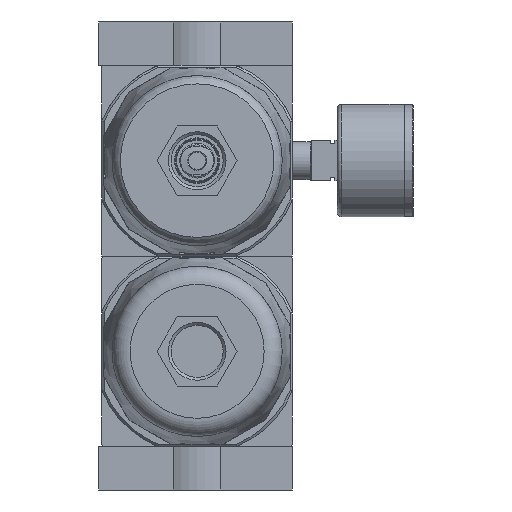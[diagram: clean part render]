
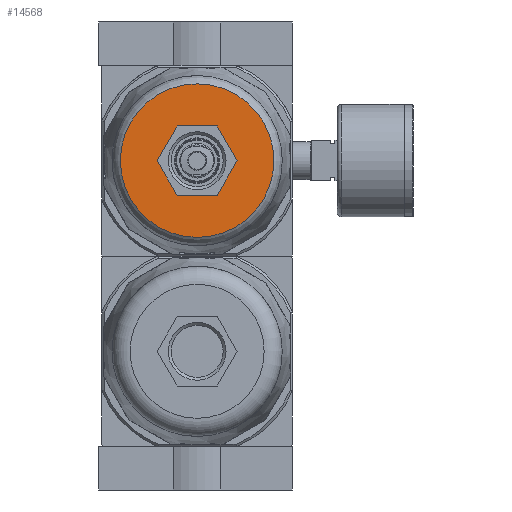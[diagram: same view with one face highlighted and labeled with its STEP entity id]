
A CAD part, front view. The second image highlights one B-rep face of the part: STEP entity #14568.
In plain terms, the highlighted planar face has unit normal (0, -1, 0).
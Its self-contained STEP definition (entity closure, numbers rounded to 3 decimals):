
#1251=CIRCLE('',#20577,26.576);
#3664=ORIENTED_EDGE('',*,*,#6681,.T.);
#3665=ORIENTED_EDGE('',*,*,#6830,.T.);
#3666=ORIENTED_EDGE('',*,*,#6845,.T.);
#3667=ORIENTED_EDGE('',*,*,#6842,.T.);
#3668=ORIENTED_EDGE('',*,*,#6839,.T.);
#3669=ORIENTED_EDGE('',*,*,#6836,.T.);
#3670=ORIENTED_EDGE('',*,*,#6833,.T.);
#6681=EDGE_CURVE('',#8544,#8544,#1251,.F.);
#6830=EDGE_CURVE('',#8627,#8626,#9843,.T.);
#6833=EDGE_CURVE('',#8629,#8627,#9846,.T.);
#6836=EDGE_CURVE('',#8631,#8629,#9849,.T.);
#6839=EDGE_CURVE('',#8633,#8631,#9852,.T.);
#6842=EDGE_CURVE('',#8635,#8633,#9855,.T.);
#6845=EDGE_CURVE('',#8626,#8635,#9858,.T.);
#8544=VERTEX_POINT('',#28048);
#8626=VERTEX_POINT('',#28552);
#8627=VERTEX_POINT('',#28554);
#8629=VERTEX_POINT('',#28560);
#8631=VERTEX_POINT('',#28566);
#8633=VERTEX_POINT('',#28572);
#8635=VERTEX_POINT('',#28578);
#9843=LINE('',#28553,#10809);
#9846=LINE('',#28559,#10812);
#9849=LINE('',#28565,#10815);
#9852=LINE('',#28571,#10818);
#9855=LINE('',#28577,#10821);
#9858=LINE('',#28582,#10824);
#10809=VECTOR('',#23590,1000.);
#10812=VECTOR('',#23595,1000.);
#10815=VECTOR('',#23600,1000.);
#10818=VECTOR('',#23605,1000.);
#10821=VECTOR('',#23610,1000.);
#10824=VECTOR('',#23615,1000.);
#11870=EDGE_LOOP('',(#3664));
#11871=EDGE_LOOP('',(#3665,#3666,#3667,#3668,#3669,#3670));
#13057=FACE_BOUND('',#11870,.T.);
#13058=FACE_BOUND('',#11871,.T.);
#13913=PLANE('',#20674);
#14568=ADVANCED_FACE('',(#13057,#13058),#13913,.F.);
#20577=AXIS2_PLACEMENT_3D('',#28047,#23334,#23335);
#20674=AXIS2_PLACEMENT_3D('',#28583,#23616,#23617);
#23334=DIRECTION('',(0.,1.,0.));
#23335=DIRECTION('',(0.,0.,1.));
#23590=DIRECTION('',(0.,0.,1.));
#23595=DIRECTION('',(-0.866,0.,0.5));
#23600=DIRECTION('',(-0.866,0.,-0.5));
#23605=DIRECTION('',(0.,0.,-1.));
#23610=DIRECTION('',(0.866,0.,-0.5));
#23615=DIRECTION('',(0.866,0.,0.5));
#23616=DIRECTION('',(0.,1.,0.));
#23617=DIRECTION('',(0.,0.,1.));
#28047=CARTESIAN_POINT('',(0.,-164.,0.));
#28048=CARTESIAN_POINT('',(0.,-164.,26.576));
#28552=CARTESIAN_POINT('',(-12.,-164.,6.928));
#28553=CARTESIAN_POINT('',(-12.,-164.,-6.928));
#28554=CARTESIAN_POINT('',(-12.,-164.,-6.928));
#28559=CARTESIAN_POINT('',(0.,-164.,-13.856));
#28560=CARTESIAN_POINT('',(0.,-164.,-13.856));
#28565=CARTESIAN_POINT('',(12.,-164.,-6.928));
#28566=CARTESIAN_POINT('',(12.,-164.,-6.928));
#28571=CARTESIAN_POINT('',(12.,-164.,6.928));
#28572=CARTESIAN_POINT('',(12.,-164.,6.928));
#28577=CARTESIAN_POINT('',(0.,-164.,13.856));
#28578=CARTESIAN_POINT('',(0.,-164.,13.856));
#28582=CARTESIAN_POINT('',(-12.,-164.,6.928));
#28583=CARTESIAN_POINT('',(0.,-164.,0.));
